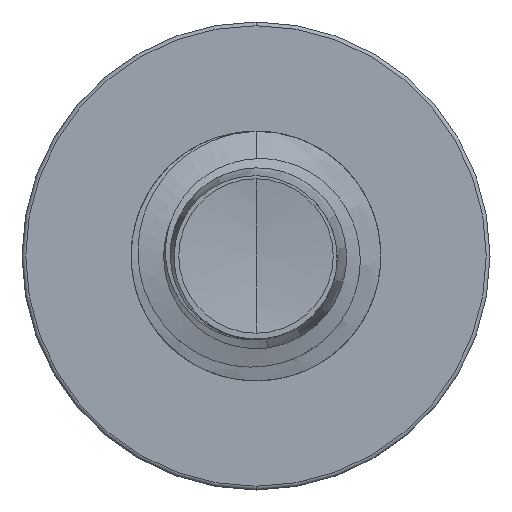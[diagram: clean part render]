
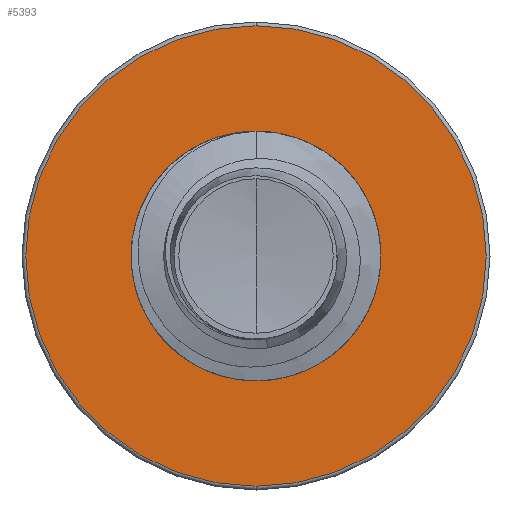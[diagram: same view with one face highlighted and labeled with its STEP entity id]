
A CAD part, front view. The second image highlights one B-rep face of the part: STEP entity #5393.
In plain terms, the highlighted planar face has unit normal (0, -1, 0).
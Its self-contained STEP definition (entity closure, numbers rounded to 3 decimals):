
#100 = FACE_OUTER_BOUND ( 'NONE', #13542, .T. ) ;
#1295 = VERTEX_POINT ( 'NONE', #11157 ) ;
#1568 = DIRECTION ( 'NONE',  ( 0., 0., 1. ) ) ;
#1734 = AXIS2_PLACEMENT_3D ( 'NONE', #3464, #3417, #3394 ) ;
#2795 = DIRECTION ( 'NONE',  ( 0., 1., 0. ) ) ;
#3002 = ORIENTED_EDGE ( 'NONE', *, *, #17067, .F. ) ;
#3394 = DIRECTION ( 'NONE',  ( 0., 0., 1. ) ) ;
#3417 = DIRECTION ( 'NONE',  ( 0., 1., 0. ) ) ;
#3464 = CARTESIAN_POINT ( 'NONE',  ( 0., 5.5, -0.799 ) ) ;
#3498 = PLANE ( 'NONE',  #1734 ) ;
#4424 = CARTESIAN_POINT ( 'NONE',  ( 0., 5.5, 0. ) ) ;
#4588 = FACE_BOUND ( 'NONE', #18823, .T. ) ;
#5393 = ADVANCED_FACE ( 'NONE', ( #100, #4588 ), #3498, .F. ) ;
#5578 = AXIS2_PLACEMENT_3D ( 'NONE', #20214, #11848, #1568 ) ;
#6209 = DIRECTION ( 'NONE',  ( 0., 0., 1. ) ) ;
#6432 = CIRCLE ( 'NONE', #15012, 0.799 ) ;
#6579 = CARTESIAN_POINT ( 'NONE',  ( 0., 5.5, 0. ) ) ;
#6843 = ORIENTED_EDGE ( 'NONE', *, *, #15389, .F. ) ;
#6998 = AXIS2_PLACEMENT_3D ( 'NONE', #12807, #2795, #14216 ) ;
#8675 = DIRECTION ( 'NONE',  ( 0., 0., 1. ) ) ;
#10105 = CARTESIAN_POINT ( 'NONE',  ( 0., 5.5, -0.799 ) ) ;
#10411 = CARTESIAN_POINT ( 'NONE',  ( 0., 5.5, -1.476 ) ) ;
#11157 = CARTESIAN_POINT ( 'NONE',  ( 0., 5.5, 0.799 ) ) ;
#11329 = EDGE_CURVE ( 'NONE', #18397, #1295, #16814, .T. ) ;
#11848 = DIRECTION ( 'NONE',  ( 0., 1., 0. ) ) ;
#12344 = CIRCLE ( 'NONE', #20120, 1.476 ) ;
#12807 = CARTESIAN_POINT ( 'NONE',  ( 0., 5.5, 0. ) ) ;
#13542 = EDGE_LOOP ( 'NONE', ( #6843, #3002 ) ) ;
#14216 = DIRECTION ( 'NONE',  ( 0., 0., 1. ) ) ;
#15012 = AXIS2_PLACEMENT_3D ( 'NONE', #6579, #17267, #8675 ) ;
#15389 = EDGE_CURVE ( 'NONE', #17111, #17129, #12344, .T. ) ;
#15472 = DIRECTION ( 'NONE',  ( 0., 1., 0. ) ) ;
#16337 = ORIENTED_EDGE ( 'NONE', *, *, #17063, .T. ) ;
#16814 = CIRCLE ( 'NONE', #6998, 0.799 ) ;
#17063 = EDGE_CURVE ( 'NONE', #1295, #18397, #6432, .T. ) ;
#17067 = EDGE_CURVE ( 'NONE', #17129, #17111, #17827, .T. ) ;
#17111 = VERTEX_POINT ( 'NONE', #17329 ) ;
#17129 = VERTEX_POINT ( 'NONE', #10411 ) ;
#17267 = DIRECTION ( 'NONE',  ( 0., 1., 0. ) ) ;
#17329 = CARTESIAN_POINT ( 'NONE',  ( 0., 5.5, 1.476 ) ) ;
#17827 = CIRCLE ( 'NONE', #5578, 1.476 ) ;
#18397 = VERTEX_POINT ( 'NONE', #10105 ) ;
#18823 = EDGE_LOOP ( 'NONE', ( #16337, #19283 ) ) ;
#19283 = ORIENTED_EDGE ( 'NONE', *, *, #11329, .T. ) ;
#20120 = AXIS2_PLACEMENT_3D ( 'NONE', #4424, #15472, #6209 ) ;
#20214 = CARTESIAN_POINT ( 'NONE',  ( 0., 5.5, 0. ) ) ;
